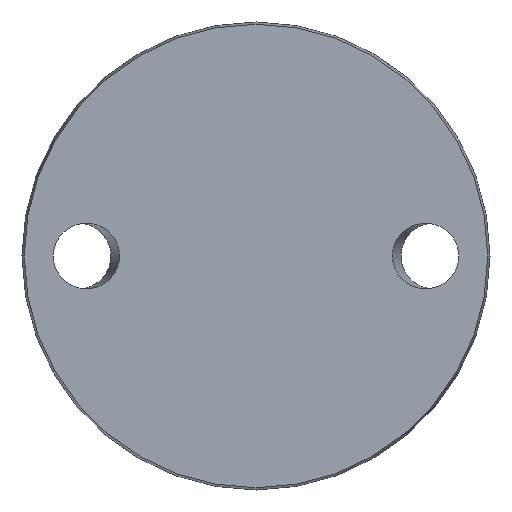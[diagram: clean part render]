
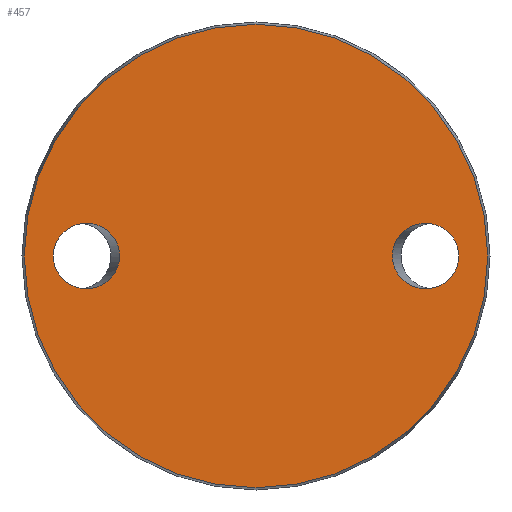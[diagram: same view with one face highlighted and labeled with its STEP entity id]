
A CAD part, front view. The second image highlights one B-rep face of the part: STEP entity #457.
In plain terms, the highlighted planar face has unit normal (0, -1, 0).
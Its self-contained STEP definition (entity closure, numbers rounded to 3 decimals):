
#19 = AXIS2_PLACEMENT_3D ( 'NONE', #422, #125, #324 ) ;
#41 = CARTESIAN_POINT ( 'NONE',  ( -58.425, 0., 0. ) ) ;
#52 = EDGE_CURVE ( 'NONE', #692, #692, #262, .T. ) ;
#60 = CARTESIAN_POINT ( 'NONE',  ( -34.385, 0., 16.5 ) ) ;
#78 = FACE_BOUND ( 'NONE', #455, .T. ) ;
#109 = ORIENTED_EDGE ( 'NONE', *, *, #386, .T. ) ;
#125 = DIRECTION ( 'NONE',  ( 0., -1., 0. ) ) ;
#172 = EDGE_LOOP ( 'NONE', ( #279 ) ) ;
#188 = CARTESIAN_POINT ( 'NONE',  ( -51.115, 0., 0. ) ) ;
#191 = AXIS2_PLACEMENT_3D ( 'NONE', #41, #657, #291 ) ;
#194 = CARTESIAN_POINT ( 'NONE',  ( -51.115, 0., 16.5 ) ) ;
#195 = EDGE_CURVE ( 'NONE', #221, #221, #730, .T. ) ;
#202 = CARTESIAN_POINT ( 'NONE',  ( 51.115, 0., 16.5 ) ) ;
#221 = VERTEX_POINT ( 'NONE', #597 ) ;
#223 = CARTESIAN_POINT ( 'NONE',  ( 34.385, 0., 0. ) ) ;
#240 = CARTESIAN_POINT ( 'NONE',  ( -34.385, 0., -16.5 ) ) ;
#247 = ORIENTED_EDGE ( 'NONE', *, *, #52, .T. ) ;
#254 = CARTESIAN_POINT ( 'NONE',  ( 51.115, 0., 0. ) ) ;
#262 =( BOUNDED_CURVE ( )  B_SPLINE_CURVE ( 3, ( #540, #194, #60, #536, #240, #601, #188 ),
 .UNSPECIFIED., .T., .F. ) 
 B_SPLINE_CURVE_WITH_KNOTS ( ( 4, 3, 4 ),
 ( 0., 3.142, 6.283 ),
 .UNSPECIFIED. ) 
 CURVE ( )  GEOMETRIC_REPRESENTATION_ITEM ( )  RATIONAL_B_SPLINE_CURVE ( ( 1., 0.333, 0.333, 1., 0.333, 0.333, 1. ) ) 
 REPRESENTATION_ITEM ( '' )  );
#279 = ORIENTED_EDGE ( 'NONE', *, *, #195, .T. ) ;
#287 = PLANE ( 'NONE',  #191 ) ;
#291 = DIRECTION ( 'NONE',  ( 0., 0., 1. ) ) ;
#324 = DIRECTION ( 'NONE',  ( 0., 0., -1. ) ) ;
#326 = CARTESIAN_POINT ( 'NONE',  ( 51.115, 0., -16.5 ) ) ;
#386 = EDGE_CURVE ( 'NONE', #628, #628, #613, .T. ) ;
#395 = EDGE_LOOP ( 'NONE', ( #247 ) ) ;
#422 = CARTESIAN_POINT ( 'NONE',  ( 0., 0., 0. ) ) ;
#447 = CARTESIAN_POINT ( 'NONE',  ( 34.385, 0., 16.5 ) ) ;
#455 = EDGE_LOOP ( 'NONE', ( #109 ) ) ;
#457 = ADVANCED_FACE ( 'NONE', ( #689, #78, #716 ), #287, .F. ) ;
#498 = CARTESIAN_POINT ( 'NONE',  ( -51.115, 0., 0. ) ) ;
#536 = CARTESIAN_POINT ( 'NONE',  ( -34.385, 0., 0. ) ) ;
#540 = CARTESIAN_POINT ( 'NONE',  ( -51.115, 0., 0. ) ) ;
#597 = CARTESIAN_POINT ( 'NONE',  ( 0., 0., -58.425 ) ) ;
#601 = CARTESIAN_POINT ( 'NONE',  ( -51.115, 0., -16.5 ) ) ;
#613 =( BOUNDED_CURVE ( )  B_SPLINE_CURVE ( 3, ( #680, #326, #748, #223, #447, #202, #695 ),
 .UNSPECIFIED., .T., .T. ) 
 B_SPLINE_CURVE_WITH_KNOTS ( ( 4, 3, 4 ),
 ( 0., 3.142, 6.283 ),
 .UNSPECIFIED. ) 
 CURVE ( )  GEOMETRIC_REPRESENTATION_ITEM ( )  RATIONAL_B_SPLINE_CURVE ( ( 1., 0.333, 0.333, 1., 0.333, 0.333, 1. ) ) 
 REPRESENTATION_ITEM ( '' )  );
#628 = VERTEX_POINT ( 'NONE', #254 ) ;
#657 = DIRECTION ( 'NONE',  ( 0., 1., 0. ) ) ;
#680 = CARTESIAN_POINT ( 'NONE',  ( 51.115, 0., 0. ) ) ;
#689 = FACE_BOUND ( 'NONE', #395, .T. ) ;
#692 = VERTEX_POINT ( 'NONE', #498 ) ;
#695 = CARTESIAN_POINT ( 'NONE',  ( 51.115, 0., 0. ) ) ;
#716 = FACE_OUTER_BOUND ( 'NONE', #172, .T. ) ;
#730 = CIRCLE ( 'NONE', #19, 58.425 ) ;
#748 = CARTESIAN_POINT ( 'NONE',  ( 34.385, 0., -16.5 ) ) ;
